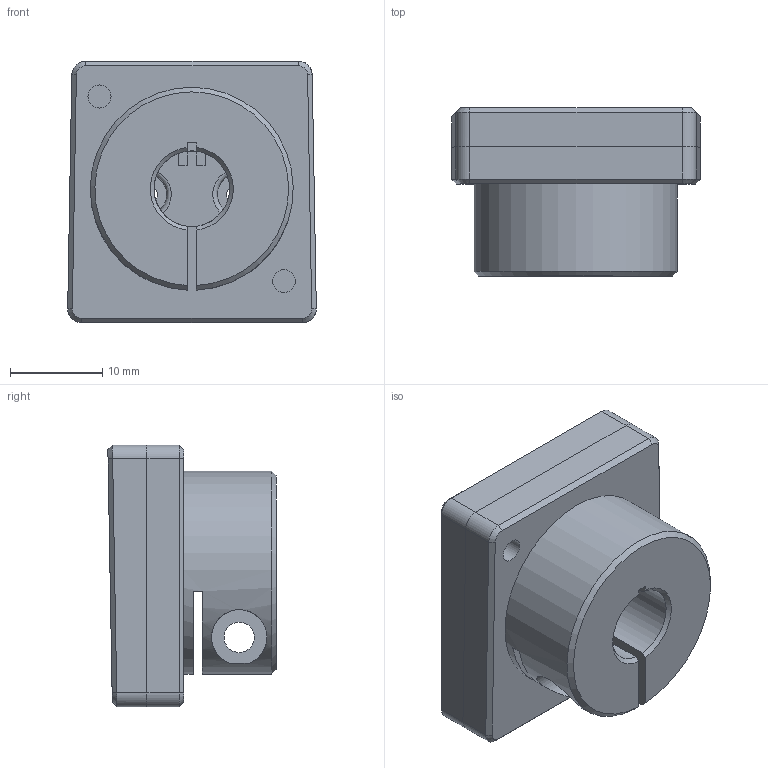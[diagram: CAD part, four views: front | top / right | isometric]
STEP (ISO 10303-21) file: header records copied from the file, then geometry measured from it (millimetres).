
FILE_DESCRIPTION(/* description */ (''),/* implementation_level */ '2;1');
FILE_NAME(/* name */ 'Tac_DIGIT_MG400_Alt_Mount_Final v1.step',/* time_stamp */ '2022-01-19T10:05:29+00:00',/* author */ (''),/* organization */ (''),/* preprocessor_version */ 'ST-DEVELOPER v18.1',/* originating_system */ 'Autodesk Translation Framework v10.13.0.1454',/* authorisation */ '');
FILE_SCHEMA (('AUTOMOTIVE_DESIGN { 1 0 10303 214 3 1 1 }'));
Length unit declared in the file: millimetre
Products named in the file (2): Tac_DIGIT_MG400_Alt_Mount_Final; MG400_End_Flange_Insert v1
Assembly tree (1 placements, depth 2):
  Tac_DIGIT_MG400_Alt_Mount_Final
    MG400_End_Flange_Insert v1
Bounding box: 26.95 x 18.24 x 28.35 mm (x, y, z)
Volume: 8413.9 mm3; surface area: 5521.9 mm2
Topology: 2 solids, 2 shells, 107 faces, 262 edges, 169 vertices
Faces by surface type: plane 57, cylinder 26, bspline 12, cone 8, torus 4
Full cylindrical faces by diameter (mm): 2.5 x4, 2.8 x2, 3 x4, 3.3 x2, 4.2 x1, 4.5 x2, 8.2 x1
Entity records: 3603 total; most frequent: CARTESIAN_POINT 1002, DIRECTION 532, ORIENTED_EDGE 524, EDGE_CURVE 262, AXIS2_PLACEMENT_3D 197, VERTEX_POINT 169, LINE 138, VECTOR 138
